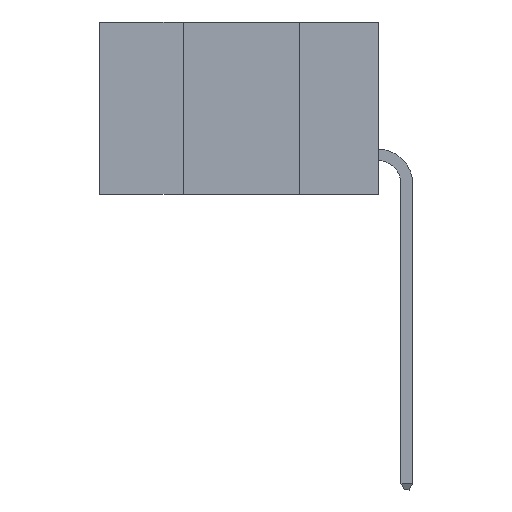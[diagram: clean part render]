
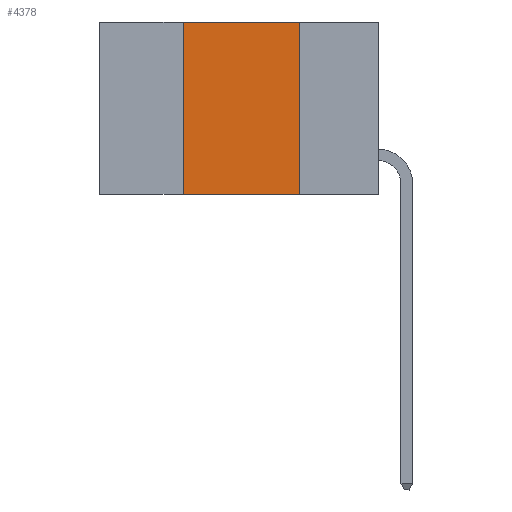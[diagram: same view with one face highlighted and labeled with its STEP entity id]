
A CAD part, left-side view. The second image highlights one B-rep face of the part: STEP entity #4378.
In plain terms, the highlighted planar face has unit normal (-1, 0, 0).
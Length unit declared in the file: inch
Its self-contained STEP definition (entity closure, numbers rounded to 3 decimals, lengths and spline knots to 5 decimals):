
#585 = LINE ( 'NONE', #10886, #5161 ) ;
#858 = CARTESIAN_POINT ( 'NONE',  ( 0., 0.42, 0. ) ) ;
#1208 = VECTOR ( 'NONE', #6976, 39.37008 ) ;
#1339 = EDGE_CURVE ( 'NONE', #9145, #5082, #8151, .T. ) ;
#1869 = CARTESIAN_POINT ( 'NONE',  ( 0., 0.6, 0. ) ) ;
#2177 = ORIENTED_EDGE ( 'NONE', *, *, #19165, .F. ) ;
#2365 = ORIENTED_EDGE ( 'NONE', *, *, #11716, .F. ) ;
#2451 = ORIENTED_EDGE ( 'NONE', *, *, #1339, .F. ) ;
#2609 = ORIENTED_EDGE ( 'NONE', *, *, #4794, .T. ) ;
#3126 = VECTOR ( 'NONE', #20910, 39.37008 ) ;
#4378 = ADVANCED_FACE ( 'NONE', ( #13618 ), #18279, .F. ) ;
#4794 = EDGE_CURVE ( 'NONE', #9145, #16825, #20378, .T. ) ;
#5082 = VERTEX_POINT ( 'NONE', #18532 ) ;
#5161 = VECTOR ( 'NONE', #12563, 39.37008 ) ;
#5762 = LINE ( 'NONE', #1869, #1208 ) ;
#5827 = DIRECTION ( 'NONE',  ( 1., 0., 0. ) ) ;
#5856 = VERTEX_POINT ( 'NONE', #12614 ) ;
#6976 = DIRECTION ( 'NONE',  ( 0., -1., 0. ) ) ;
#7366 = EDGE_LOOP ( 'NONE', ( #2177, #2365, #2451, #2609 ) ) ;
#7878 = CARTESIAN_POINT ( 'NONE',  ( 0., 0.42, -0.37 ) ) ;
#8151 = LINE ( 'NONE', #858, #3126 ) ;
#8334 = VECTOR ( 'NONE', #17924, 39.37008 ) ;
#9145 = VERTEX_POINT ( 'NONE', #7878 ) ;
#10886 = CARTESIAN_POINT ( 'NONE',  ( 0., 0.17, 0. ) ) ;
#11487 = AXIS2_PLACEMENT_3D ( 'NONE', #15317, #5827, #17085 ) ;
#11716 = EDGE_CURVE ( 'NONE', #5082, #5856, #5762, .T. ) ;
#12563 = DIRECTION ( 'NONE',  ( 0., 0., -1. ) ) ;
#12614 = CARTESIAN_POINT ( 'NONE',  ( 0., 0.17, 0. ) ) ;
#13618 = FACE_OUTER_BOUND ( 'NONE', #7366, .T. ) ;
#14890 = CARTESIAN_POINT ( 'NONE',  ( 0., 0.6, -0.37 ) ) ;
#15317 = CARTESIAN_POINT ( 'NONE',  ( 0., 0.6, 0. ) ) ;
#16825 = VERTEX_POINT ( 'NONE', #17366 ) ;
#17085 = DIRECTION ( 'NONE',  ( 0., 0., -1. ) ) ;
#17366 = CARTESIAN_POINT ( 'NONE',  ( 0., 0.17, -0.37 ) ) ;
#17924 = DIRECTION ( 'NONE',  ( 0., -1., 0. ) ) ;
#18279 = PLANE ( 'NONE',  #11487 ) ;
#18532 = CARTESIAN_POINT ( 'NONE',  ( 0., 0.42, 0. ) ) ;
#19165 = EDGE_CURVE ( 'NONE', #5856, #16825, #585, .T. ) ;
#20378 = LINE ( 'NONE', #14890, #8334 ) ;
#20910 = DIRECTION ( 'NONE',  ( 0., 0., 1. ) ) ;
